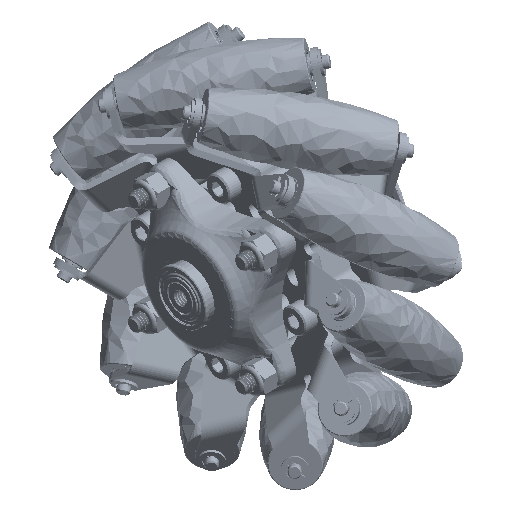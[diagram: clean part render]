
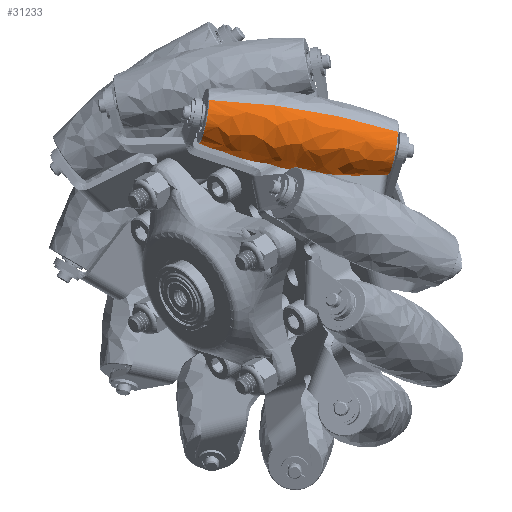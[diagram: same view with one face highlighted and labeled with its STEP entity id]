
A CAD part, isometric view. The second image highlights one B-rep face of the part: STEP entity #31233.
In plain terms, the highlighted free-form (B-spline) face has degree [3, 3] with [6, 4] control points.
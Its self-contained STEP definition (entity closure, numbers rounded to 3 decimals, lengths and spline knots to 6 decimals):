
#1229=(
BOUNDED_SURFACE()
B_SPLINE_SURFACE(3,3,((#95144,#95145,#95146,#95147),(#95148,#95149,#95150,
#95151),(#95152,#95153,#95154,#95155),(#95156,#95157,#95158,#95159),(#95160,
#95161,#95162,#95163),(#95164,#95165,#95166,#95167)),.UNSPECIFIED.,.F.,
 .F.,.F.)
B_SPLINE_SURFACE_WITH_KNOTS((4,1,1,4),(4,4),(0.016267,0.5,
0.741866,0.983733),(0.,1.),.UNSPECIFIED.)
GEOMETRIC_REPRESENTATION_ITEM()
RATIONAL_B_SPLINE_SURFACE(((1.,0.333,0.333,1.),
(1.,0.333,0.333,1.),(1.,0.333,0.333,
1.),(1.,0.333,0.333,1.),(1.,0.333,0.333,
1.),(1.,0.333,0.333,1.)))
REPRESENTATION_ITEM('')
SURFACE()
);
#3002=FACE_OUTER_BOUND('',#4912,.T.);
#4912=EDGE_LOOP('',(#24914,#24915,#24916,#24917));
#6485=CIRCLE('',#33836,0.005858);
#6486=CIRCLE('',#33837,0.005858);
#8354=B_SPLINE_CURVE_WITH_KNOTS('',3,(#95170,#95171,#95172,#95173,#95174,
#95175,#95176,#95177,#95178,#95179,#95180,#95181,#95182,#95183,#95184,#95185,
#95186,#95187,#95188),.UNSPECIFIED.,.F.,.F.,(4,3,3,3,3,3,4),(0.016267,
0.262634,0.456871,0.5,0.664999,
0.741866,0.983733),.UNSPECIFIED.);
#8355=B_SPLINE_CURVE_WITH_KNOTS('',3,(#95192,#95193,#95194,#95195,#95196,
#95197,#95198,#95199,#95200,#95201,#95202,#95203,#95204,#95205,#95206,#95207,
#95208,#95209,#95210),.UNSPECIFIED.,.F.,.F.,(4,3,3,3,3,3,4),(0.016267,
0.262634,0.456871,0.5,0.664999,
0.741866,0.983733),.UNSPECIFIED.);
#13668=VERTEX_POINT('',#95168);
#13669=VERTEX_POINT('',#95169);
#13670=VERTEX_POINT('',#95189);
#13671=VERTEX_POINT('',#95191);
#17597=EDGE_CURVE('',#13668,#13669,#8354,.T.);
#17598=EDGE_CURVE('',#13668,#13670,#6485,.T.);
#17599=EDGE_CURVE('',#13670,#13671,#8355,.T.);
#17600=EDGE_CURVE('',#13671,#13669,#6486,.T.);
#24914=ORIENTED_EDGE('',*,*,#17597,.F.);
#24915=ORIENTED_EDGE('',*,*,#17598,.T.);
#24916=ORIENTED_EDGE('',*,*,#17599,.T.);
#24917=ORIENTED_EDGE('',*,*,#17600,.T.);
#31233=ADVANCED_FACE('',(#3002),#1229,.F.);
#33836=AXIS2_PLACEMENT_3D('',#95190,#39851,#39852);
#33837=AXIS2_PLACEMENT_3D('',#95211,#39853,#39854);
#39851=DIRECTION('center_axis',(0.572,-0.416,-0.707));
#39852=DIRECTION('ref_axis',(-0.777,0.,-0.629));
#39853=DIRECTION('center_axis',(-0.572,0.416,0.707));
#39854=DIRECTION('ref_axis',(-0.777,0.,-0.629));
#95144=CARTESIAN_POINT('Ctrl Pts',(0.007059,0.039056,
-0.024709));
#95145=CARTESIAN_POINT('Ctrl Pts',(0.007059,0.049157,
-0.030646));
#95146=CARTESIAN_POINT('Ctrl Pts',(0.016668,0.052553,
-0.024868));
#95147=CARTESIAN_POINT('Ctrl Pts',(0.016668,0.042453,
-0.018931));
#95148=CARTESIAN_POINT('Ctrl Pts',(0.009662,0.035855,
-0.030156));
#95149=CARTESIAN_POINT('Ctrl Pts',(0.009662,0.048506,
-0.037592));
#95150=CARTESIAN_POINT('Ctrl Pts',(0.021698,0.05276,
-0.030355));
#95151=CARTESIAN_POINT('Ctrl Pts',(0.021698,0.040109,
-0.022919));
#95152=CARTESIAN_POINT('Ctrl Pts',(0.014631,0.031286,
-0.037928));
#95153=CARTESIAN_POINT('Ctrl Pts',(0.014631,0.045802,
-0.046461));
#95154=CARTESIAN_POINT('Ctrl Pts',(0.028442,0.050683,
-0.038156));
#95155=CARTESIAN_POINT('Ctrl Pts',(0.028442,0.036167,
-0.029624));
#95156=CARTESIAN_POINT('Ctrl Pts',(0.023038,0.025824,
-0.047221));
#95157=CARTESIAN_POINT('Ctrl Pts',(0.023038,0.039083,
-0.055014));
#95158=CARTESIAN_POINT('Ctrl Pts',(0.035652,0.043541,
-0.047429));
#95159=CARTESIAN_POINT('Ctrl Pts',(0.035652,0.030283,
-0.039636));
#95160=CARTESIAN_POINT('Ctrl Pts',(0.027774,0.023351,
-0.051429));
#95161=CARTESIAN_POINT('Ctrl Pts',(0.027774,0.034726,
-0.058116));
#95162=CARTESIAN_POINT('Ctrl Pts',(0.038597,0.038551,
-0.051608));
#95163=CARTESIAN_POINT('Ctrl Pts',(0.038597,0.027176,
-0.044922));
#95164=CARTESIAN_POINT('Ctrl Pts',(0.030289,0.022179,
-0.053423));
#95165=CARTESIAN_POINT('Ctrl Pts',(0.030289,0.032279,
-0.05936));
#95166=CARTESIAN_POINT('Ctrl Pts',(0.039899,0.035676,
-0.053582));
#95167=CARTESIAN_POINT('Ctrl Pts',(0.039899,0.025575,
-0.047645));
#95168=CARTESIAN_POINT('',(0.007059,0.039056,-0.024709));
#95169=CARTESIAN_POINT('',(0.030289,0.022179,-0.053423));
#95170=CARTESIAN_POINT('Ctrl Pts',(0.007059,0.039056,
-0.024709));
#95171=CARTESIAN_POINT('Ctrl Pts',(0.008385,0.037426,
-0.027483));
#95172=CARTESIAN_POINT('Ctrl Pts',(0.009891,0.035839,
-0.030183));
#95173=CARTESIAN_POINT('Ctrl Pts',(0.011572,0.034295,
-0.03281));
#95174=CARTESIAN_POINT('Ctrl Pts',(0.012896,0.033077,
-0.034881));
#95175=CARTESIAN_POINT('Ctrl Pts',(0.014325,0.03189,
-0.0369));
#95176=CARTESIAN_POINT('Ctrl Pts',(0.015851,0.030737,
-0.038863));
#95177=CARTESIAN_POINT('Ctrl Pts',(0.016189,0.030481,
-0.039299));
#95178=CARTESIAN_POINT('Ctrl Pts',(0.016533,0.030226,
-0.039732));
#95179=CARTESIAN_POINT('Ctrl Pts',(0.016881,0.029973,
-0.040162));
#95180=CARTESIAN_POINT('Ctrl Pts',(0.018215,0.029006,
-0.041809));
#95181=CARTESIAN_POINT('Ctrl Pts',(0.019619,0.028061,
-0.043415));
#95182=CARTESIAN_POINT('Ctrl Pts',(0.021083,0.027147,
-0.04497));
#95183=CARTESIAN_POINT('Ctrl Pts',(0.021766,0.026721,
-0.045694));
#95184=CARTESIAN_POINT('Ctrl Pts',(0.022462,0.026302,
-0.046408));
#95185=CARTESIAN_POINT('Ctrl Pts',(0.023171,0.025889,
-0.047111));
#95186=CARTESIAN_POINT('Ctrl Pts',(0.025405,0.024588,
-0.049323));
#95187=CARTESIAN_POINT('Ctrl Pts',(0.027774,0.023351,
-0.051429));
#95188=CARTESIAN_POINT('Ctrl Pts',(0.030289,0.022179,
-0.053423));
#95189=CARTESIAN_POINT('',(0.016668,0.042453,-0.018931));
#95190=CARTESIAN_POINT('Origin',(0.011864,0.040755,
-0.02182));
#95191=CARTESIAN_POINT('',(0.039899,0.025575,-0.047645));
#95192=CARTESIAN_POINT('Ctrl Pts',(0.016668,0.042453,
-0.018931));
#95193=CARTESIAN_POINT('Ctrl Pts',(0.01923,0.041259,
-0.020962));
#95194=CARTESIAN_POINT('Ctrl Pts',(0.021649,0.039994,
-0.023114));
#95195=CARTESIAN_POINT('Ctrl Pts',(0.023928,0.038662,
-0.025381));
#95196=CARTESIAN_POINT('Ctrl Pts',(0.025725,0.037611,
-0.027168));
#95197=CARTESIAN_POINT('Ctrl Pts',(0.027429,0.036522,
-0.029021));
#95198=CARTESIAN_POINT('Ctrl Pts',(0.029038,0.035398,
-0.030934));
#95199=CARTESIAN_POINT('Ctrl Pts',(0.029395,0.035148,
-0.031358));
#95200=CARTESIAN_POINT('Ctrl Pts',(0.029748,0.034897,
-0.031786));
#95201=CARTESIAN_POINT('Ctrl Pts',(0.030096,0.034644,
-0.032216));
#95202=CARTESIAN_POINT('Ctrl Pts',(0.031428,0.033675,
-0.033864));
#95203=CARTESIAN_POINT('Ctrl Pts',(0.032692,0.032681,
-0.035555));
#95204=CARTESIAN_POINT('Ctrl Pts',(0.033878,0.031669,
-0.037277));
#95205=CARTESIAN_POINT('Ctrl Pts',(0.034431,0.031198,
-0.038079));
#95206=CARTESIAN_POINT('Ctrl Pts',(0.034967,0.030722,
-0.038889));
#95207=CARTESIAN_POINT('Ctrl Pts',(0.035487,0.030241,
-0.039706));
#95208=CARTESIAN_POINT('Ctrl Pts',(0.037123,0.02873,
-0.042277));
#95209=CARTESIAN_POINT('Ctrl Pts',(0.038597,0.027176,
-0.044922));
#95210=CARTESIAN_POINT('Ctrl Pts',(0.039899,0.025575,
-0.047645));
#95211=CARTESIAN_POINT('Origin',(0.035094,0.023877,
-0.050534));
